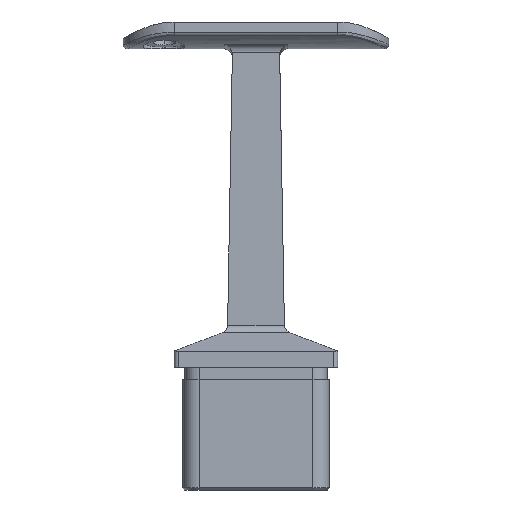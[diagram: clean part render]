
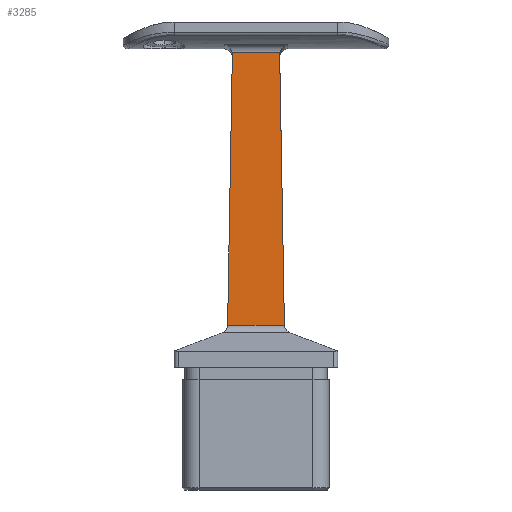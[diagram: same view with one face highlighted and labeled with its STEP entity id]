
A CAD part, front view. The second image highlights one B-rep face of the part: STEP entity #3285.
In plain terms, the highlighted planar face has unit normal (0, -1, 0.018).
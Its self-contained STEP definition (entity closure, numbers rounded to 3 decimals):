
#298 = VERTEX_POINT ( 'NONE', #2899 ) ;
#336 = ORIENTED_EDGE ( 'NONE', *, *, #1832, .T. ) ;
#341 = CARTESIAN_POINT ( 'NONE',  ( -6.975, -6.975, 9. ) ) ;
#564 = CARTESIAN_POINT ( 'NONE',  ( -5.794, -5.794, 76.627 ) ) ;
#792 = VECTOR ( 'NONE', #2169, 1000. ) ;
#985 = DIRECTION ( 'NONE',  ( 0., -1., 0.017 ) ) ;
#1062 = LINE ( 'NONE', #3585, #1201 ) ;
#1143 = CARTESIAN_POINT ( 'NONE',  ( 5.794, -5.794, 76.627 ) ) ;
#1201 = VECTOR ( 'NONE', #1721, 1000. ) ;
#1211 = CARTESIAN_POINT ( 'NONE',  ( 5.794, -5.794, 76.627 ) ) ;
#1219 = CARTESIAN_POINT ( 'NONE',  ( 6.951, -6.951, 10.349 ) ) ;
#1284 = EDGE_CURVE ( 'NONE', #2342, #298, #2473, .T. ) ;
#1548 = VECTOR ( 'NONE', #4647, 1000. ) ;
#1565 = VERTEX_POINT ( 'NONE', #1143 ) ;
#1610 = EDGE_CURVE ( 'NONE', #2377, #2342, #3382, .T. ) ;
#1647 = CARTESIAN_POINT ( 'NONE',  ( -5.857, -5.785, 77.172 ) ) ;
#1721 = DIRECTION ( 'NONE',  ( 0.017, -0.017, -1. ) ) ;
#1832 = EDGE_CURVE ( 'NONE', #298, #1833, #4123, .T. ) ;
#1833 = VERTEX_POINT ( 'NONE', #1219 ) ;
#1871 = VECTOR ( 'NONE', #2381, 1000. ) ;
#1888 = CARTESIAN_POINT ( 'NONE',  ( -5.794, -5.794, 76.627 ) ) ;
#1986 = CARTESIAN_POINT ( 'NONE',  ( 5.812, -5.788, 76.993 ) ) ;
#1995 = ORIENTED_EDGE ( 'NONE', *, *, #4105, .T. ) ;
#2088 = EDGE_CURVE ( 'NONE', #1565, #1833, #1062, .T. ) ;
#2169 = DIRECTION ( 'NONE',  ( 1., 0., 0. ) ) ;
#2235 = VERTEX_POINT ( 'NONE', #3668 ) ;
#2342 = VERTEX_POINT ( 'NONE', #1888 ) ;
#2369 = CARTESIAN_POINT ( 'NONE',  ( 5.791, -5.791, 76.811 ) ) ;
#2377 = VERTEX_POINT ( 'NONE', #4428 ) ;
#2381 = DIRECTION ( 'NONE',  ( -1., 0., 0. ) ) ;
#2473 = LINE ( 'NONE', #2774, #1548 ) ;
#2774 = CARTESIAN_POINT ( 'NONE',  ( -6.975, -6.975, 9. ) ) ;
#2796 = PLANE ( 'NONE',  #4522 ) ;
#2899 = CARTESIAN_POINT ( 'NONE',  ( -6.951, -6.951, 10.349 ) ) ;
#3028 = ORIENTED_EDGE ( 'NONE', *, *, #1610, .T. ) ;
#3105 = CARTESIAN_POINT ( 'NONE',  ( 5.857, -5.785, 77.172 ) ) ;
#3188 = LINE ( 'NONE', #4269, #1871 ) ;
#3215 = ORIENTED_EDGE ( 'NONE', *, *, #1284, .T. ) ;
#3285 = ADVANCED_FACE ( 'NONE', ( #3853 ), #2796, .T. ) ;
#3382 = B_SPLINE_CURVE_WITH_KNOTS ( 'NONE', 3,
 ( #1647, #4246, #4267, #564 ),
 .UNSPECIFIED., .F., .F.,
 ( 4, 4 ),
 ( 0., 0.001 ),
 .UNSPECIFIED. ) ;
#3585 = CARTESIAN_POINT ( 'NONE',  ( 6.975, -6.975, 9. ) ) ;
#3648 = ORIENTED_EDGE ( 'NONE', *, *, #3847, .T. ) ;
#3668 = CARTESIAN_POINT ( 'NONE',  ( 5.857, -5.785, 77.172 ) ) ;
#3847 = EDGE_CURVE ( 'NONE', #2235, #2377, #3188, .T. ) ;
#3853 = FACE_OUTER_BOUND ( 'NONE', #4626, .T. ) ;
#3862 = B_SPLINE_CURVE_WITH_KNOTS ( 'NONE', 3,
 ( #1211, #2369, #1986, #3105 ),
 .UNSPECIFIED., .F., .F.,
 ( 4, 4 ),
 ( 0., 0.001 ),
 .UNSPECIFIED. ) ;
#3879 = DIRECTION ( 'NONE',  ( 0., -0.017, -1. ) ) ;
#4105 = EDGE_CURVE ( 'NONE', #1565, #2235, #3862, .T. ) ;
#4121 = ORIENTED_EDGE ( 'NONE', *, *, #2088, .F. ) ;
#4123 = LINE ( 'NONE', #4485, #792 ) ;
#4246 = CARTESIAN_POINT ( 'NONE',  ( -5.812, -5.788, 76.993 ) ) ;
#4267 = CARTESIAN_POINT ( 'NONE',  ( -5.791, -5.791, 76.811 ) ) ;
#4269 = CARTESIAN_POINT ( 'NONE',  ( -6.975, -5.785, 77.172 ) ) ;
#4428 = CARTESIAN_POINT ( 'NONE',  ( -5.857, -5.785, 77.172 ) ) ;
#4485 = CARTESIAN_POINT ( 'NONE',  ( 6.975, -6.951, 10.349 ) ) ;
#4522 = AXIS2_PLACEMENT_3D ( 'NONE', #341, #985, #3879 ) ;
#4626 = EDGE_LOOP ( 'NONE', ( #3215, #336, #4121, #1995, #3648, #3028 ) ) ;
#4647 = DIRECTION ( 'NONE',  ( -0.017, -0.017, -1. ) ) ;
